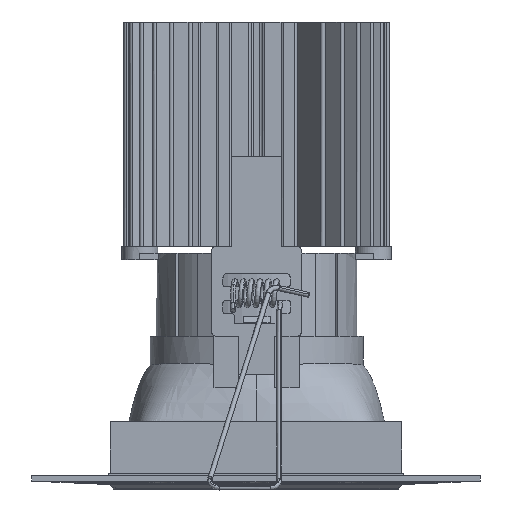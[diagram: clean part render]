
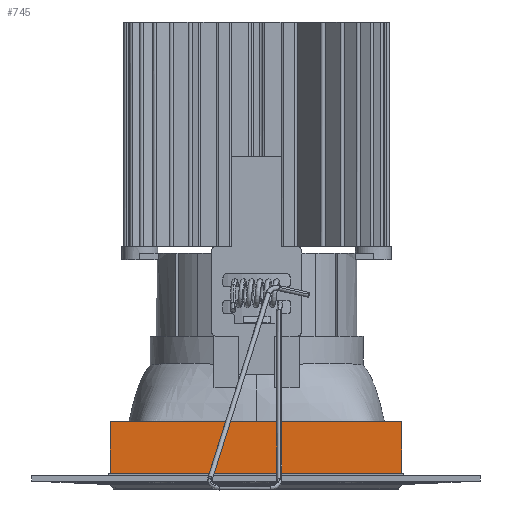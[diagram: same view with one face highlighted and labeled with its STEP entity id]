
A CAD part, left-side view. The second image highlights one B-rep face of the part: STEP entity #745.
In plain terms, the highlighted planar face has unit normal (-1, 0, 0).
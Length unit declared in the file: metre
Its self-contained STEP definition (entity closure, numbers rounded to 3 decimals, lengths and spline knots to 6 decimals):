
#745=ADVANCED_FACE('',(#1549),#14412,.T.);
#1549=FACE_OUTER_BOUND('',#2386,.T.);
#2386=EDGE_LOOP('',(#6449,#6450,#6451,#6452));
#6449=ORIENTED_EDGE('',*,*,#9070,.F.);
#6450=ORIENTED_EDGE('',*,*,#9075,.F.);
#6451=ORIENTED_EDGE('',*,*,#9078,.F.);
#6452=ORIENTED_EDGE('',*,*,#9206,.F.);
#9070=EDGE_CURVE('',#13325,#13326,#10783,.T.);
#9075=EDGE_CURVE('',#13329,#13325,#10788,.T.);
#9078=EDGE_CURVE('',#13331,#13329,#10791,.T.);
#9206=EDGE_CURVE('',#13326,#13331,#10876,.T.);
#10783=B_SPLINE_CURVE_WITH_KNOTS('',1,(#48536,#48537),.UNSPECIFIED.,.F.,
 .F.,(2,2),(-0.065,0.),.UNSPECIFIED.);
#10788=B_SPLINE_CURVE_WITH_KNOTS('',1,(#48546,#48547),.UNSPECIFIED.,.F.,
 .F.,(2,2),(-0.0115,0.),.UNSPECIFIED.);
#10791=B_SPLINE_CURVE_WITH_KNOTS('',1,(#48552,#48553),.UNSPECIFIED.,.F.,
 .F.,(2,2),(0.,0.065),.UNSPECIFIED.);
#10876=B_SPLINE_CURVE_WITH_KNOTS('',1,(#48901,#48902),.UNSPECIFIED.,.F.,
 .F.,(2,2),(0.,0.0115),.UNSPECIFIED.);
#13325=VERTEX_POINT('',#48073);
#13326=VERTEX_POINT('',#48074);
#13329=VERTEX_POINT('',#48077);
#13331=VERTEX_POINT('',#48079);
#14412=PLANE('',#14935);
#14935=AXIS2_PLACEMENT_3D('',#47404,#15374,$);
#15374=DIRECTION('',(-1.,0.,0.));
#47404=CARTESIAN_POINT('',(-0.014252,0.709188,0.563333));
#48073=CARTESIAN_POINT('',(-0.014252,0.03599,-0.050517));
#48074=CARTESIAN_POINT('',(-0.014252,0.10099,-0.050517));
#48077=CARTESIAN_POINT('',(-0.014252,0.03599,-0.039017));
#48079=CARTESIAN_POINT('',(-0.014252,0.10099,-0.039017));
#48536=CARTESIAN_POINT('',(-0.014252,0.03599,-0.050517));
#48537=CARTESIAN_POINT('',(-0.014252,0.10099,-0.050517));
#48546=CARTESIAN_POINT('',(-0.014252,0.03599,-0.039017));
#48547=CARTESIAN_POINT('',(-0.014252,0.03599,-0.050517));
#48552=CARTESIAN_POINT('',(-0.014252,0.10099,-0.039017));
#48553=CARTESIAN_POINT('',(-0.014252,0.03599,-0.039017));
#48901=CARTESIAN_POINT('',(-0.014252,0.10099,-0.050517));
#48902=CARTESIAN_POINT('',(-0.014252,0.10099,-0.039017));
